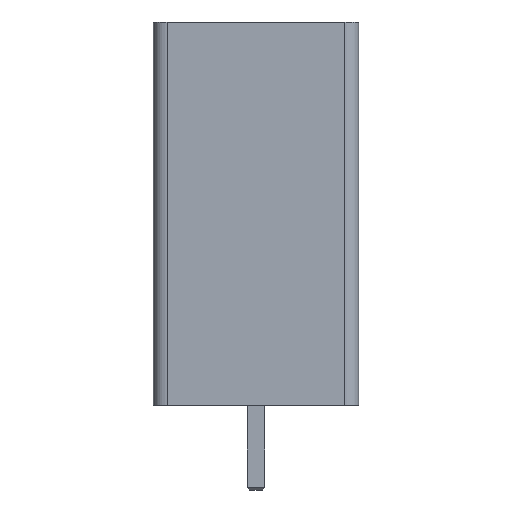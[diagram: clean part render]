
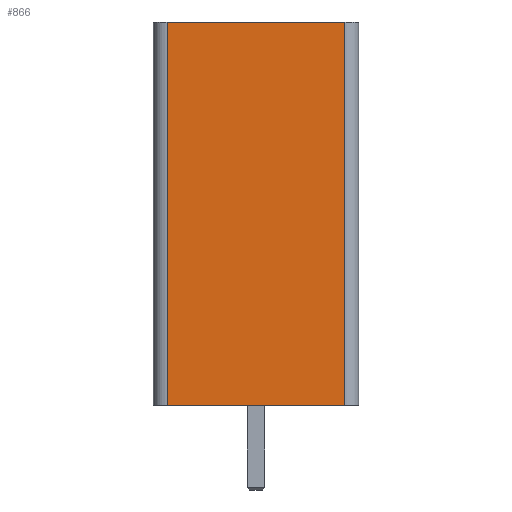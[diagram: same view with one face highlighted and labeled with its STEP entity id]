
A CAD part, left-side view. The second image highlights one B-rep face of the part: STEP entity #866.
In plain terms, the highlighted planar face has unit normal (-1, 0, 0).
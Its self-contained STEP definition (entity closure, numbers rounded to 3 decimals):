
#13=DIRECTION('',(0.,0.,1.));
#30=DIRECTION('',(1.,0.,0.));
#32=PLANE('',#33);
#33=AXIS2_PLACEMENT_3D('',#34,#13,#30);
#34=CARTESIAN_POINT('',(-3.6,-3.75,14.));
#38=VECTOR('',#39,1.);
#39=DIRECTION('',(1.,0.));
#40=( GEOMETRIC_REPRESENTATION_CONTEXT(2) PARAMETRIC_REPRESENTATION_CONTEXT() REPRESENTATION_CONTEXT('2D SPACE','') );
#45=DIRECTION('',(0.,1.,0.));
#48=CARTESIAN_POINT('',(14.,0.));
#49=VECTOR('',#50,1.);
#50=DIRECTION('',(0.,1.));
#53=VERTEX_POINT('',#54);
#54=CARTESIAN_POINT('',(-3.6,3.25,14.));
#66=DIRECTION('',(0.,-1.));
#68=CYLINDRICAL_SURFACE('',#69,0.5);
#69=AXIS2_PLACEMENT_3D('',#70,#13,#45);
#70=CARTESIAN_POINT('',(-3.1,3.25,0.));
#74=ORIENTED_EDGE('',*,*,#75,.F.);
#75=EDGE_CURVE('',#76,#53,#78,.T.);
#76=VERTEX_POINT('',#77);
#77=CARTESIAN_POINT('',(-3.6,-3.25,14.));
#78=SURFACE_CURVE('',#79,(#81,#85),.PCURVE_S1.);
#79=LINE('',#34,#80);
#80=VECTOR('',#45,1.);
#81=PCURVE('',#32,#82);
#82=DEFINITIONAL_REPRESENTATION('',(#83),#40);
#83=LINE('',#84,#49);
#84=CARTESIAN_POINT('',(0.,0.));
#85=PCURVE('',#86,#89);
#86=PLANE('',#87);
#87=AXIS2_PLACEMENT_3D('',#88,#30,#13);
#88=CARTESIAN_POINT('',(-3.6,-3.75,0.));
#89=DEFINITIONAL_REPRESENTATION('',(#90),#40);
#90=LINE('',#48,#91);
#91=VECTOR('',#66,1.);
#106=CYLINDRICAL_SURFACE('',#107,0.5);
#107=AXIS2_PLACEMENT_3D('',#108,#13,#109);
#108=CARTESIAN_POINT('',(-3.1,-3.25,0.));
#109=DIRECTION('',(-1.,0.,0.));
#306=PLANE('',#307);
#307=AXIS2_PLACEMENT_3D('',#88,#13,#30);
#312=VECTOR('',#13,1.);
#453=DEFINITIONAL_REPRESENTATION('',(#454),#40);
#454=LINE('',#455,#38);
#455=CARTESIAN_POINT('',(0.,-7.));
#467=DEFINITIONAL_REPRESENTATION('',(#468),#40);
#468=LINE('',#469,#38);
#469=CARTESIAN_POINT('',(0.,-0.5));
#471=DEFINITIONAL_REPRESENTATION('',(#472),#40);
#472=LINE('',#473,#49);
#473=CARTESIAN_POINT('',(1.571,0.));
#479=DEFINITIONAL_REPRESENTATION('',(#480),#40);
#480=LINE('',#84,#91);
#849=VERTEX_POINT('',#850);
#850=CARTESIAN_POINT('',(-3.6,-3.25,0.));
#860=ORIENTED_EDGE('',*,*,#861,.F.);
#861=EDGE_CURVE('',#849,#76,#862,.T.);
#862=SURFACE_CURVE('',#863,(#864,#865),.PCURVE_S1.);
#863=LINE('',#850,#312);
#864=PCURVE('',#106,#82);
#865=PCURVE('',#86,#467);
#866=ADVANCED_FACE('',(#867),#86,.F.);
#867=FACE_BOUND('',#868,.F.);
#868=EDGE_LOOP('',(#74,#860,#869,#877));
#869=ORIENTED_EDGE('',*,*,#870,.T.);
#870=EDGE_CURVE('',#849,#871,#873,.T.);
#871=VERTEX_POINT('',#872);
#872=CARTESIAN_POINT('',(-3.6,3.25,0.));
#873=SURFACE_CURVE('',#874,(#875,#876),.PCURVE_S1.);
#874=LINE('',#88,#80);
#875=PCURVE('',#86,#479);
#876=PCURVE('',#306,#82);
#877=ORIENTED_EDGE('',*,*,#878,.T.);
#878=EDGE_CURVE('',#871,#53,#879,.T.);
#879=SURFACE_CURVE('',#880,(#881,#882),.PCURVE_S1.);
#880=LINE('',#872,#312);
#881=PCURVE('',#86,#453);
#882=PCURVE('',#68,#471);
